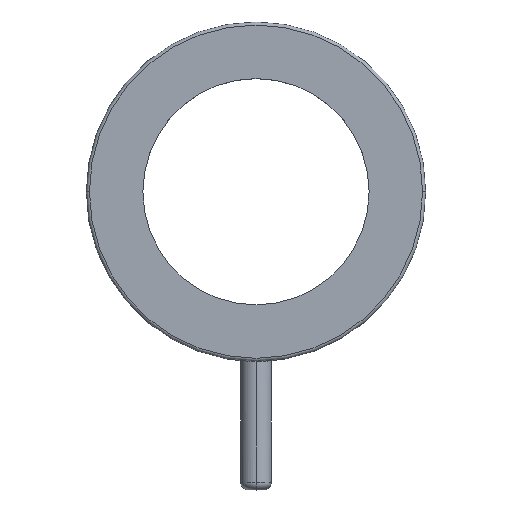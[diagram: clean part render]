
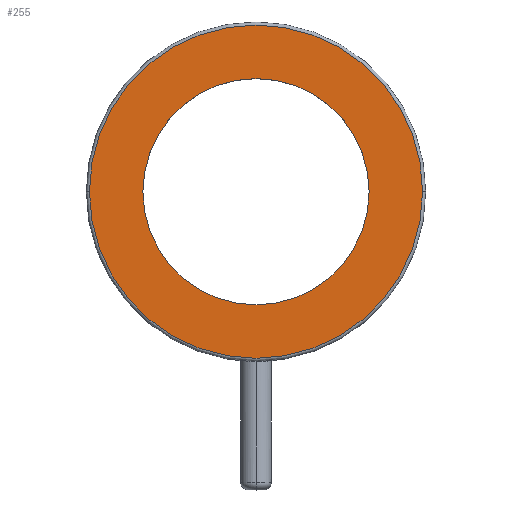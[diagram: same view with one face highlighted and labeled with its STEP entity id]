
A CAD part, top view. The second image highlights one B-rep face of the part: STEP entity #255.
In plain terms, the highlighted planar face has unit normal (0, 0, 1).
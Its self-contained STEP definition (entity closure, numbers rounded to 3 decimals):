
#143 = DIRECTION ( 'NONE',  ( 0., 0., 1. ) ) ;
#172 = AXIS2_PLACEMENT_3D ( 'NONE', #3100, #5073, #2645 ) ;
#255 = ADVANCED_FACE ( 'NONE', ( #1330, #271 ), #1515, .T. ) ;
#267 = CARTESIAN_POINT ( 'NONE',  ( 0., 0., 2.75 ) ) ;
#271 = FACE_BOUND ( 'NONE', #1615, .T. ) ;
#277 = CARTESIAN_POINT ( 'NONE',  ( 0., 0., 2.75 ) ) ;
#616 = DIRECTION ( 'NONE',  ( 1., 0., 0. ) ) ;
#717 = VERTEX_POINT ( 'NONE', #3364 ) ;
#737 = CIRCLE ( 'NONE', #3289, 11. ) ;
#1089 = ORIENTED_EDGE ( 'NONE', *, *, #3134, .T. ) ;
#1117 = EDGE_CURVE ( 'NONE', #717, #3711, #4328, .T. ) ;
#1174 = EDGE_LOOP ( 'NONE', ( #1878, #1089 ) ) ;
#1213 = AXIS2_PLACEMENT_3D ( 'NONE', #2191, #1812, #2616 ) ;
#1303 = DIRECTION ( 'NONE',  ( 1., 0., 0. ) ) ;
#1307 = ORIENTED_EDGE ( 'NONE', *, *, #3069, .F. ) ;
#1330 = FACE_OUTER_BOUND ( 'NONE', #1174, .T. ) ;
#1340 = CARTESIAN_POINT ( 'NONE',  ( 0., 0., 2.75 ) ) ;
#1458 = DIRECTION ( 'NONE',  ( 1., 0., 0. ) ) ;
#1515 = PLANE ( 'NONE',  #4107 ) ;
#1615 = EDGE_LOOP ( 'NONE', ( #1307, #3791 ) ) ;
#1812 = DIRECTION ( 'NONE',  ( 0., 0., 1. ) ) ;
#1878 = ORIENTED_EDGE ( 'NONE', *, *, #4292, .T. ) ;
#2191 = CARTESIAN_POINT ( 'NONE',  ( 0., 0., 2.75 ) ) ;
#2616 = DIRECTION ( 'NONE',  ( 1., 0., 0. ) ) ;
#2645 = DIRECTION ( 'NONE',  ( 1., 0., 0. ) ) ;
#2761 = AXIS2_PLACEMENT_3D ( 'NONE', #1340, #143, #1303 ) ;
#2837 = VERTEX_POINT ( 'NONE', #2945 ) ;
#2931 = CARTESIAN_POINT ( 'NONE',  ( 11., 0., 2.75 ) ) ;
#2945 = CARTESIAN_POINT ( 'NONE',  ( -16.2, 0., 2.75 ) ) ;
#3069 = EDGE_CURVE ( 'NONE', #3711, #717, #737, .T. ) ;
#3100 = CARTESIAN_POINT ( 'NONE',  ( 0., 0., 2.75 ) ) ;
#3134 = EDGE_CURVE ( 'NONE', #2837, #5216, #4762, .T. ) ;
#3289 = AXIS2_PLACEMENT_3D ( 'NONE', #267, #3856, #616 ) ;
#3364 = CARTESIAN_POINT ( 'NONE',  ( -11., 0., 2.75 ) ) ;
#3525 = CIRCLE ( 'NONE', #172, 16.2 ) ;
#3628 = CARTESIAN_POINT ( 'NONE',  ( 16.2, 0., 2.75 ) ) ;
#3711 = VERTEX_POINT ( 'NONE', #2931 ) ;
#3791 = ORIENTED_EDGE ( 'NONE', *, *, #1117, .F. ) ;
#3813 = DIRECTION ( 'NONE',  ( 0., 0., 1. ) ) ;
#3856 = DIRECTION ( 'NONE',  ( 0., 0., 1. ) ) ;
#4107 = AXIS2_PLACEMENT_3D ( 'NONE', #277, #3813, #1458 ) ;
#4292 = EDGE_CURVE ( 'NONE', #5216, #2837, #3525, .T. ) ;
#4328 = CIRCLE ( 'NONE', #2761, 11. ) ;
#4762 = CIRCLE ( 'NONE', #1213, 16.2 ) ;
#5073 = DIRECTION ( 'NONE',  ( 0., 0., 1. ) ) ;
#5216 = VERTEX_POINT ( 'NONE', #3628 ) ;
